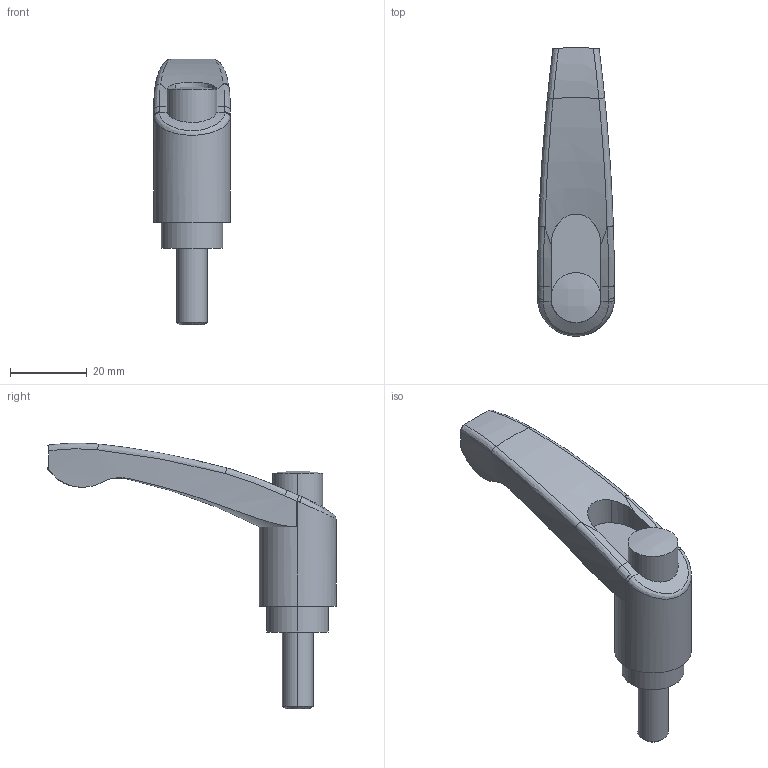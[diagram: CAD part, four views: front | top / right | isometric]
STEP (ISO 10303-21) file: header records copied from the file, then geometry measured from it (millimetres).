
FILE_DESCRIPTION (( 'STEP AP214' ), '1' );
FILE_NAME ('6360015', '2019-02-01T13:47:20', ( '' ), ('JUGARD+KÜNSTNER GmbH'), 'SwSTEP 2.0', 'SolidWorks 2017', '' );
FILE_SCHEMA (( 'AUTOMOTIVE_DESIGN' ));
Length unit declared in the file: millimetre
Products named in the file (1): 6360015_CNAJF00
Bounding box: 20 x 74.98 x 69.13 mm (x, y, z)
Volume: 20706.6 mm3; surface area: 6763.1 mm2
Topology: 1 solids, 1 shells, 52 faces, 125 edges, 77 vertices
Faces by surface type: bspline 21, cylinder 17, torus 6, plane 6, cone 2
Entity records: 3802 total; most frequent: CARTESIAN_POINT 2679, ORIENTED_EDGE 250, DIRECTION 156, EDGE_CURVE 125, VERTEX_POINT 77, B_SPLINE_CURVE_WITH_KNOTS 67, AXIS2_PLACEMENT_3D 66, EDGE_LOOP 54
